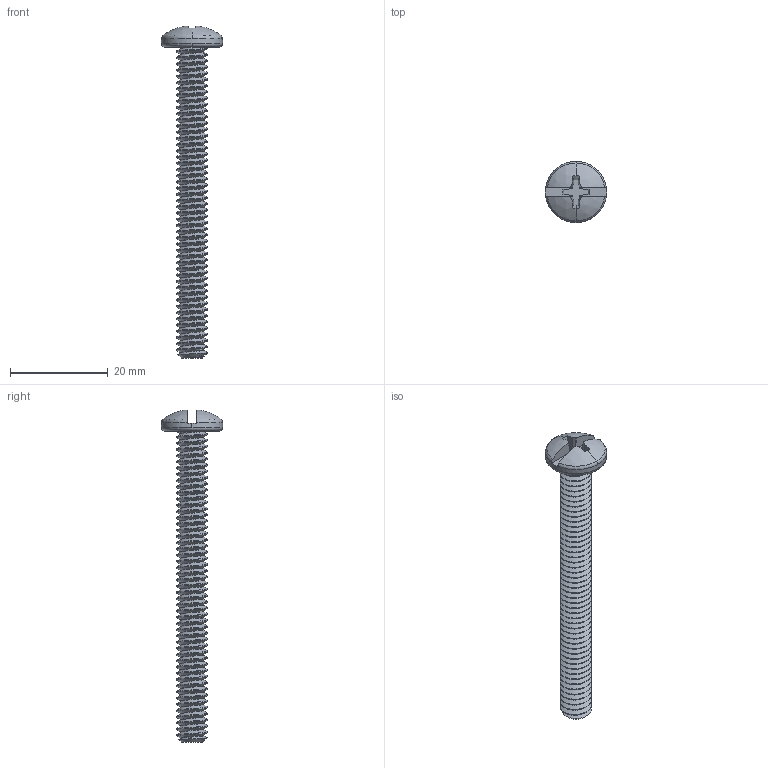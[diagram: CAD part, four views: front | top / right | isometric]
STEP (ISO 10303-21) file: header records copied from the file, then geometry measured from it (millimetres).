
FILE_DESCRIPTION (( 'STEP AP203' ), '1' );
FILE_NAME ('90604A331_Pan Head Combination Phillips Slotted Screws.STEP', '2021-07-09T20:01:30', ( 'Administrator' ), ( 'Managed by Terraform' ), 'SwSTEP 2.0', 'SolidWorks 2017', '' );
FILE_SCHEMA (( 'CONFIG_CONTROL_DESIGN' ));
Length unit declared in the file: inch
Products named in the file (1): 90604A331_Pan Head Combination Phillips Slotted Screws
Bounding box: 12.5 x 12.5 x 67.83 mm (x, y, z)
Volume: 1862.1 mm3; surface area: 2324.4 mm2
Topology: 1 solids, 1 shells, 151 faces, 441 edges, 293 vertices
Faces by surface type: cylinder 102, plane 29, cone 8, torus 5, sphere 4, bspline 3
Entity records: 12627 total; most frequent: CARTESIAN_POINT 9143, ORIENTED_EDGE 882, DIRECTION 573, EDGE_CURVE 441, VERTEX_POINT 293, AXIS2_PLACEMENT_3D 204, VECTOR 165, LINE 165
